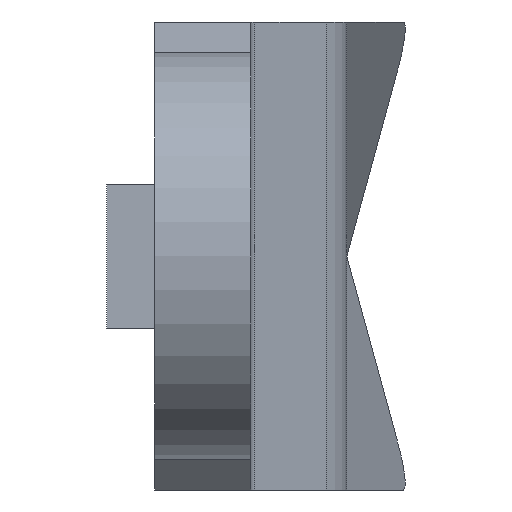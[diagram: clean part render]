
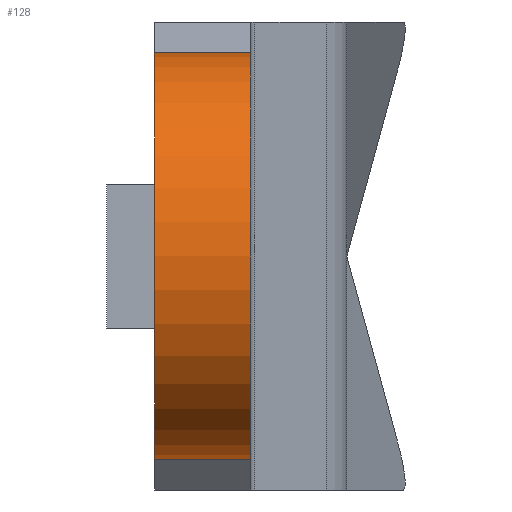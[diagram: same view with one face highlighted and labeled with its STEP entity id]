
A CAD part, left-side view. The second image highlights one B-rep face of the part: STEP entity #128.
In plain terms, the highlighted cylindrical face has radius 8.5 mm (diameter 17 mm), a partial arc.
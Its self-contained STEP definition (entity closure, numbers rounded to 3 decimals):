
#128 = ADVANCED_FACE( '', ( #263 ), #264, .T. );
#263 = FACE_OUTER_BOUND( '', #404, .T. );
#264 = CYLINDRICAL_SURFACE( '', #405, 8.5 );
#404 = EDGE_LOOP( '', ( #652, #653, #654, #655 ) );
#405 = AXIS2_PLACEMENT_3D( '', #656, #657, #658 );
#652 = ORIENTED_EDGE( '', *, *, #945, .T. );
#653 = ORIENTED_EDGE( '', *, *, #932, .F. );
#654 = ORIENTED_EDGE( '', *, *, #954, .F. );
#655 = ORIENTED_EDGE( '', *, *, #955, .F. );
#656 = CARTESIAN_POINT( '', ( 0., 24., 0. ) );
#657 = DIRECTION( '', ( 0., 1., 0. ) );
#658 = DIRECTION( '', ( 0., 0., -1. ) );
#932 = EDGE_CURVE( '', #1136, #1138, #1139, .F. );
#945 = EDGE_CURVE( '', #1154, #1138, #1156, .T. );
#954 = EDGE_CURVE( '', #1168, #1136, #1169, .T. );
#955 = EDGE_CURVE( '', #1154, #1168, #1170, .F. );
#1136 = VERTEX_POINT( '', #1414 );
#1138 = VERTEX_POINT( '', #1416 );
#1139 = CIRCLE( '', #1417, 8.5 );
#1154 = VERTEX_POINT( '', #1439 );
#1156 = LINE( '', #1441, #1442 );
#1168 = VERTEX_POINT( '', #1458 );
#1169 = LINE( '', #1459, #1460 );
#1170 = CIRCLE( '', #1461, 8.5 );
#1414 = CARTESIAN_POINT( '', ( 3.837, 0., 7.585 ) );
#1416 = CARTESIAN_POINT( '', ( 3.837, 0., -7.585 ) );
#1417 = AXIS2_PLACEMENT_3D( '', #1618, #1619, #1620 );
#1439 = CARTESIAN_POINT( '', ( 3.837, 4., -7.585 ) );
#1441 = CARTESIAN_POINT( '', ( 3.837, 24., -7.585 ) );
#1442 = VECTOR( '', #1634, 1000. );
#1458 = CARTESIAN_POINT( '', ( 3.837, 4., 7.585 ) );
#1459 = CARTESIAN_POINT( '', ( 3.837, 24., 7.585 ) );
#1460 = VECTOR( '', #1642, 1000. );
#1461 = AXIS2_PLACEMENT_3D( '', #1643, #1644, #1645 );
#1618 = CARTESIAN_POINT( '', ( 0., 0., 0. ) );
#1619 = DIRECTION( '', ( 0., 1., 0. ) );
#1620 = DIRECTION( '', ( 0., 0., 1. ) );
#1634 = DIRECTION( '', ( 0., -1., 0. ) );
#1642 = DIRECTION( '', ( 0., -1., 0. ) );
#1643 = CARTESIAN_POINT( '', ( 0., 4., 0. ) );
#1644 = DIRECTION( '', ( 0., -1., 0. ) );
#1645 = DIRECTION( '', ( 0., 0., -1. ) );
